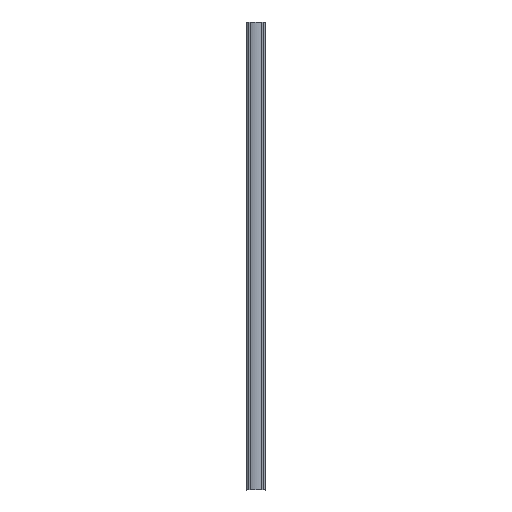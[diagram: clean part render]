
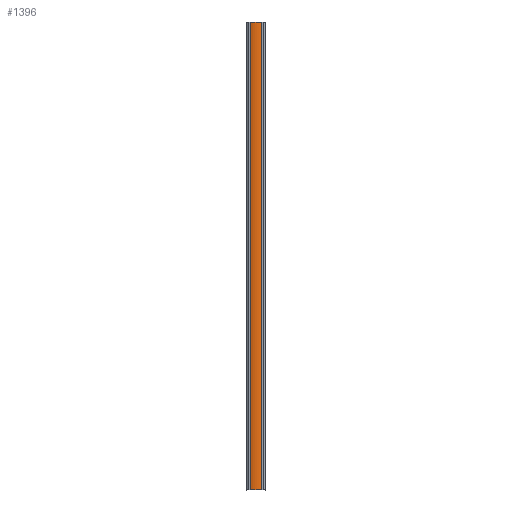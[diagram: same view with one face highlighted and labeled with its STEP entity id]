
A CAD part, front view. The second image highlights one B-rep face of the part: STEP entity #1396.
In plain terms, the highlighted cylindrical face has radius 42.5 mm (diameter 85 mm), a partial arc.
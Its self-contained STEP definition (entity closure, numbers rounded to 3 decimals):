
#56 = DIRECTION ( 'NONE',  ( -1., 0., 0. ) ) ;
#110 = VERTEX_POINT ( 'NONE', #512 ) ;
#208 = LINE ( 'NONE', #322, #937 ) ;
#243 = CARTESIAN_POINT ( 'NONE',  ( 14.679, -39.885, 500. ) ) ;
#289 = CARTESIAN_POINT ( 'NONE',  ( 0., 0., 0. ) ) ;
#322 = CARTESIAN_POINT ( 'NONE',  ( -14.679, -39.885, 500. ) ) ;
#512 = CARTESIAN_POINT ( 'NONE',  ( 14.679, -39.885, 0. ) ) ;
#937 = VECTOR ( 'NONE', #1875, 1000. ) ;
#1051 = ORIENTED_EDGE ( 'NONE', *, *, #2825, .T. ) ;
#1083 = VERTEX_POINT ( 'NONE', #1788 ) ;
#1092 = ORIENTED_EDGE ( 'NONE', *, *, #2325, .F. ) ;
#1112 = AXIS2_PLACEMENT_3D ( 'NONE', #3589, #2695, #2990 ) ;
#1125 = ORIENTED_EDGE ( 'NONE', *, *, #2124, .T. ) ;
#1396 = ADVANCED_FACE ( 'NONE', ( #1842 ), #3077, .T. ) ;
#1443 = EDGE_CURVE ( 'NONE', #1083, #3238, #208, .T. ) ;
#1666 = CIRCLE ( 'NONE', #1112, 42.5 ) ;
#1668 = VECTOR ( 'NONE', #3575, 1000. ) ;
#1701 = AXIS2_PLACEMENT_3D ( 'NONE', #289, #2750, #2089 ) ;
#1788 = CARTESIAN_POINT ( 'NONE',  ( -14.679, -39.885, 1250. ) ) ;
#1842 = FACE_OUTER_BOUND ( 'NONE', #3753, .T. ) ;
#1875 = DIRECTION ( 'NONE',  ( 0., 0., -1. ) ) ;
#2019 = CARTESIAN_POINT ( 'NONE',  ( -14.679, -39.885, 0. ) ) ;
#2089 = DIRECTION ( 'NONE',  ( -1., 0., 0. ) ) ;
#2124 = EDGE_CURVE ( 'NONE', #110, #3116, #3143, .T. ) ;
#2325 = EDGE_CURVE ( 'NONE', #1083, #3116, #1666, .T. ) ;
#2461 = DIRECTION ( 'NONE',  ( 0., 0., -1. ) ) ;
#2587 = CARTESIAN_POINT ( 'NONE',  ( 14.679, -39.885, 1250. ) ) ;
#2595 = AXIS2_PLACEMENT_3D ( 'NONE', #2759, #2461, #56 ) ;
#2695 = DIRECTION ( 'NONE',  ( 0., 0., 1. ) ) ;
#2750 = DIRECTION ( 'NONE',  ( 0., 0., 1. ) ) ;
#2759 = CARTESIAN_POINT ( 'NONE',  ( 0., 0., 500. ) ) ;
#2825 = EDGE_CURVE ( 'NONE', #3238, #110, #3137, .T. ) ;
#2990 = DIRECTION ( 'NONE',  ( 1., 0., 0. ) ) ;
#3077 = CYLINDRICAL_SURFACE ( 'NONE', #2595, 42.5 ) ;
#3116 = VERTEX_POINT ( 'NONE', #2587 ) ;
#3137 = CIRCLE ( 'NONE', #1701, 42.5 ) ;
#3143 = LINE ( 'NONE', #243, #1668 ) ;
#3238 = VERTEX_POINT ( 'NONE', #2019 ) ;
#3575 = DIRECTION ( 'NONE',  ( 0., 0., 1. ) ) ;
#3589 = CARTESIAN_POINT ( 'NONE',  ( 0., 0., 1250. ) ) ;
#3753 = EDGE_LOOP ( 'NONE', ( #1125, #1092, #3861, #1051 ) ) ;
#3861 = ORIENTED_EDGE ( 'NONE', *, *, #1443, .T. ) ;
